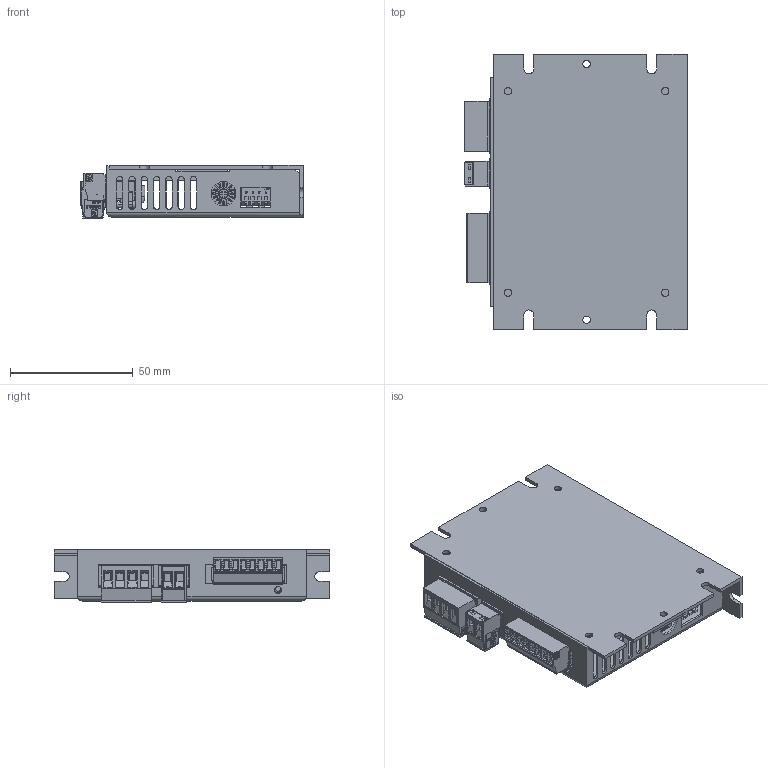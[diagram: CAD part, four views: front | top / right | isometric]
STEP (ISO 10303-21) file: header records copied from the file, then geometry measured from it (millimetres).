
FILE_DESCRIPTION(('FreeCAD Model'),'2;1');
FILE_NAME('Open CASCADE Shape Model','2021-09-02T15:13:58',('Author'),( ''),'Open CASCADE STEP processor 7.5','FreeCAD','Unknown');
FILE_SCHEMA(('AUTOMOTIVE_DESIGN { 1 0 10303 214 1 1 1 1 }'));
Products named in the file (1): ECMD288_000
Bounding box: 90.6 x 112 x 21.64 mm (x, y, z)
Volume: 48882.5 mm3; surface area: 69954.9 mm2
Topology: 1 solids, 29 shells, 3960 faces, 10780 edges, 6979 vertices
Faces by surface type: plane 2814, cylinder 905, torus 82, cone 68, bspline 65, sphere 26
Entity records: 290338 total; most frequent: CARTESIAN_POINT 75998, DIRECTION 39718, LINE 26909, VECTOR 26909, ORIENTED_EDGE 21544, PCURVE 21544, DEFINITIONAL_REPRESENTATION 21544, EDGE_CURVE 10772
